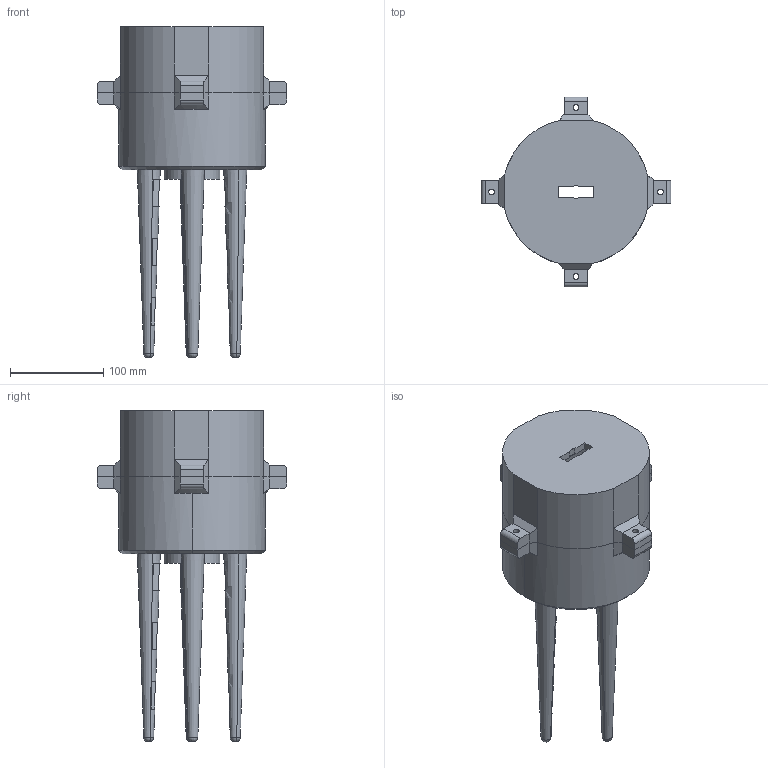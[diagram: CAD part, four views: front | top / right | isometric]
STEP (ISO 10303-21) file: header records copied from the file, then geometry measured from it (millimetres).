
FILE_DESCRIPTION (( 'STEP AP203' ), '1' );
FILE_NAME ('Squid V3.STEP', '2024-08-15T00:10:49', ( '' ), ( '' ), 'SwSTEP 2.0', 'SolidWorks 2023', '' );
FILE_SCHEMA (( 'CONFIG_CONTROL_DESIGN' ));
Length unit declared in the file: inch
Products named in the file (4): Squid V3; Squid Main Body - V3; Top Half of Squid v3^Squid V3; Kraken Tentacle V3
Assembly tree (6 placements, depth 2):
  Squid V3
    Squid Main Body - V3
    Top Half of Squid v3^Squid V3
    Kraken Tentacle V3  x4
Bounding box: 203.68 x 203.68 x 354.78 mm (x, y, z)
Volume: 1584400.8 mm3; surface area: 295007.7 mm2
Topology: 6 solids, 6 shells, 232 faces, 624 edges, 399 vertices
Faces by surface type: plane 129, cylinder 72, cone 15, torus 8, sphere 8
Entity records: 5788 total; most frequent: CARTESIAN_POINT 949, DIRECTION 947, ORIENTED_EDGE 882, EDGE_CURVE 441, AXIS2_PLACEMENT_3D 346, VERTEX_POINT 285, LINE 255, VECTOR 255
